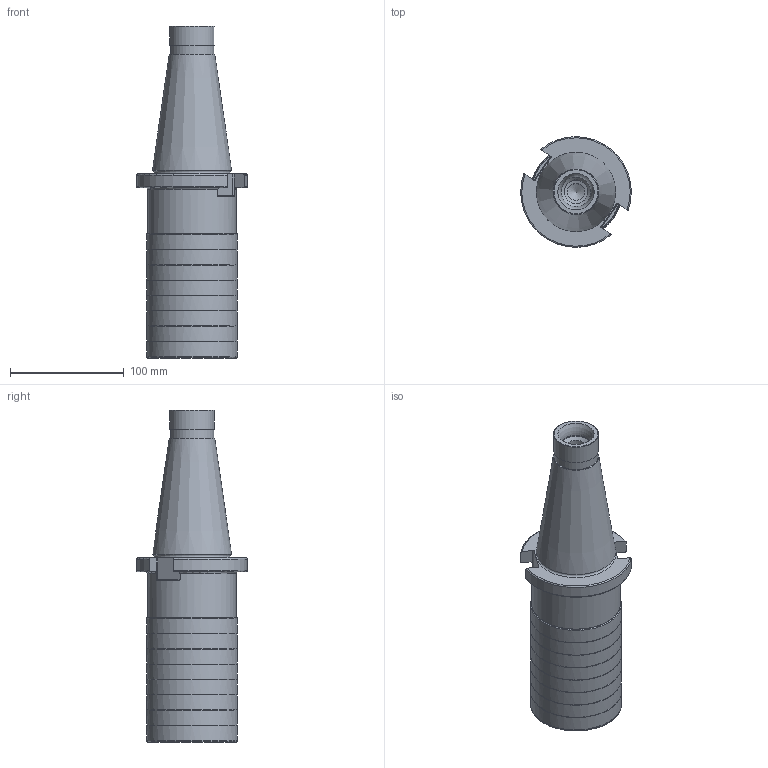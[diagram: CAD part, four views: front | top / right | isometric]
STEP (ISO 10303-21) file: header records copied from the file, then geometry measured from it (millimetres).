
FILE_DESCRIPTION(/* description */ (''),/* implementation_level */ '2;1');
FILE_NAME(/* name */ '202761587ndi000_00.stp',/* time_stamp */ '2019-12-17T11:12:43+01:00',/* author */ (''),/* organization */ (''),/* preprocessor_version */ 'ST-DEVELOPER v16.7',/* originating_system */ 'SIEMENS PLM Software NX 12.0',/* authorisation */ '');
FILE_SCHEMA (('AUTOMOTIVE_DESIGN { 1 0 10303 214 3 1 1 1 }'));
Length unit declared in the file: millimetre
Products named in the file (1): mp540430E42Dnlf3
Bounding box: 97.3 x 97.3 x 291.8 mm (x, y, z)
Volume: 1251097.5 mm3; surface area: 138298.6 mm2
Topology: 2 solids, 2 shells, 101 faces, 240 edges, 141 vertices
Faces by surface type: revolution 41, cylinder 18, plane 16, torus 12, cone 10, sphere 4
Full cylindrical faces by diameter (mm): 15 x1, 20.751 x1, 26 x1, 38 x1, 39.6 x1, 77.689 x1
Entity records: 3173 total; most frequent: CARTESIAN_POINT 1239, DIRECTION 369, ORIENTED_EDGE 302, EDGE_LOOP 168, EDGE_CURVE 151, AXIS2_PLACEMENT_3D 145, FACE_BOUND 136, VERTEX_POINT 120
